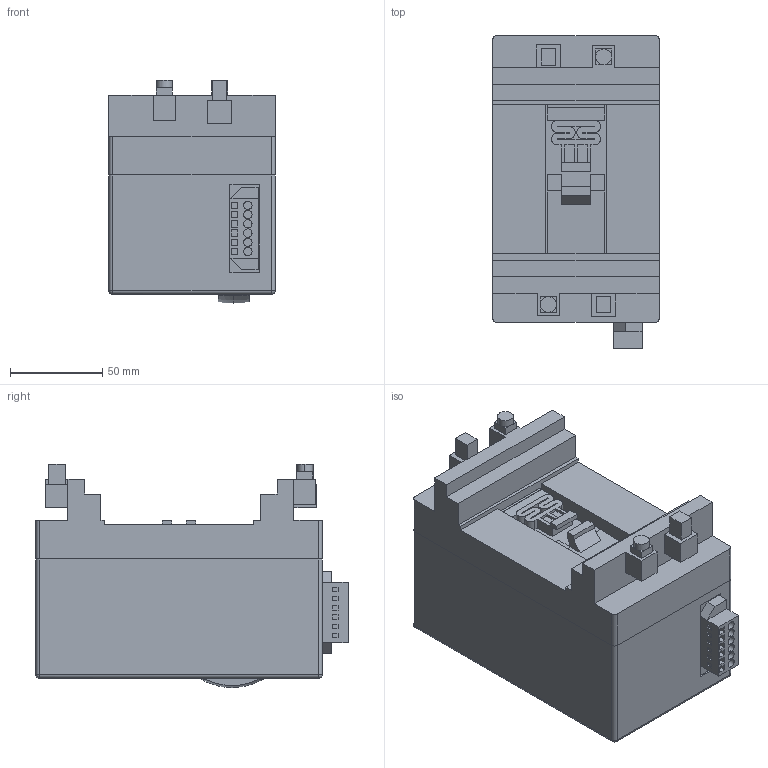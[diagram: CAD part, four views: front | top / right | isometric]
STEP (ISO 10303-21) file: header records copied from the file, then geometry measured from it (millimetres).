
FILE_DESCRIPTION((''),'2;1');
FILE_NAME('MO2_250_ASM_1_1_2_ASM','2021-11-03T',('marketing.praksa'),('Audax d.o.o.'),'CREO PARAMETRIC BY PTC INC, 2017480','CREO PARAMETRIC BY PTC INC, 2017480','');
FILE_SCHEMA(('AUTOMOTIVE_DESIGN { 1 0 10303 214 1 1 1 1 }'));
Length unit declared in the file: millimetre
Products named in the file (15): OPEN_CASCADE_STEP_TRANSLA-693_2; OPEN_CASCADE_STEP_TRANSLA-716_2; OPEN_CASCADE_STEP_TRANSLA-656_2; OPEN_CASCADE_STEP_TRANSLA-661_2; OPEN_CASCADE_STEP_TRANSLA-702_2; PRT9808; OPEN_CASCADE_STEP_TRANSLA-711_2; TOP250_1_1; PRT9562_1_1; PRT9563_1_1; PRT9564_1_1_2_1; PRT9564_1_1_2_2; PRT9564_1_1_2_3; PRT9564_1_1_2_ASM; MO2_250_ASM_1_1_2_ASM
Assembly tree (14 placements, depth 3):
  MO2_250_ASM_1_1_2_ASM
    OPEN_CASCADE_STEP_TRANSLA-693_2
    OPEN_CASCADE_STEP_TRANSLA-716_2
    OPEN_CASCADE_STEP_TRANSLA-656_2
    OPEN_CASCADE_STEP_TRANSLA-661_2
    OPEN_CASCADE_STEP_TRANSLA-702_2
    PRT9808
    OPEN_CASCADE_STEP_TRANSLA-711_2
    TOP250_1_1
    PRT9562_1_1
    PRT9563_1_1
    PRT9564_1_1_2_ASM
      PRT9564_1_1_2_1
      PRT9564_1_1_2_2
      PRT9564_1_1_2_3
Bounding box: 90 x 169 x 120.7 mm (x, y, z)
Volume: 1230984.2 mm3; surface area: 128628.3 mm2
Topology: 13 solids, 13 shells, 553 faces, 1478 edges, 978 vertices
Faces by surface type: plane 460, cylinder 87, sphere 6
Entity records: 23546 total; most frequent: CARTESIAN_POINT 3104, ORIENTED_EDGE 2944, DIRECTION 2849, PRESENTATION_STYLE_ASSIGNMENT 1614, STYLED_ITEM 1614, CURVE_STYLE 1472, EDGE_CURVE 1472, VECTOR 1251
